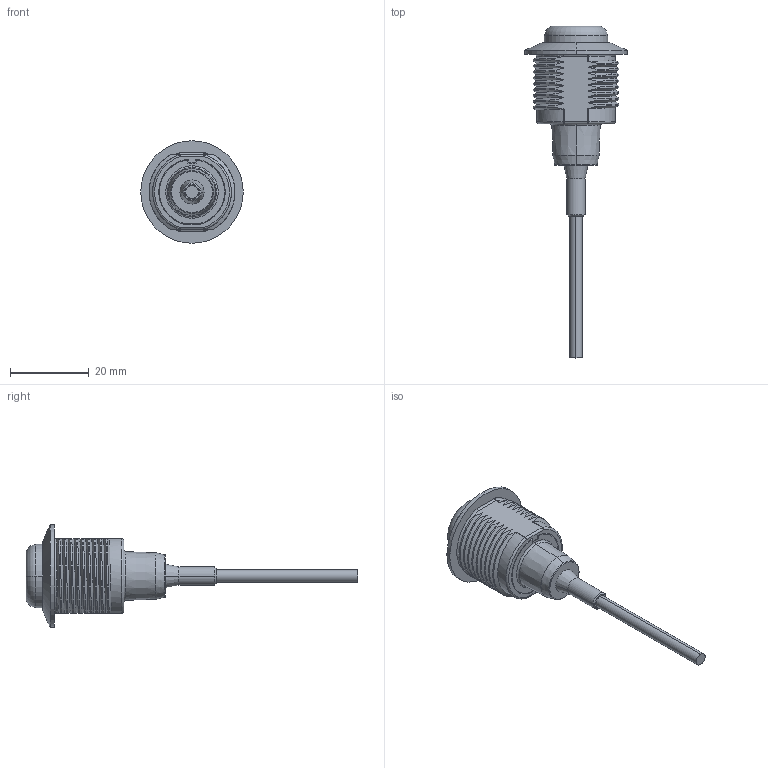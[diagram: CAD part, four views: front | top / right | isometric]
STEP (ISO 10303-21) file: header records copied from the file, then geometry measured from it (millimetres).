
FILE_DESCRIPTION((''),'2;1');
FILE_NAME('172064_ASM','2016-01-18T',('pdmadmin'),(''),'PRO/ENGINEER BY PARAMETRIC TECHNOLOGY CORPORATION, 2013230','PRO/ENGINEER BY PARAMETRIC TECHNOLOGY CORPORATION, 2013230','');
FILE_SCHEMA(('CONFIG_CONTROL_DESIGN'));
Products named in the file (7): 170576; 159269; 170576_ASM; 159272; 60420; CABLE_125; 172064_ASM
Assembly tree (6 placements, depth 3):
  172064_ASM
    170576_ASM
      170576
      159269
    159272
    60420
    CABLE_125
Bounding box: 26 x 84.2 x 26 mm (x, y, z)
Volume: 6121.6 mm3; surface area: 6754.7 mm2
Topology: 5 solids, 5 shells, 268 faces, 683 edges, 434 vertices
Faces by surface type: bspline 77, cylinder 64, plane 55, cone 43, torus 23, sphere 6
Entity records: 17975 total; most frequent: CARTESIAN_POINT 11887, ORIENTED_EDGE 1366, DIRECTION 1056, EDGE_CURVE 683, VERTEX_POINT 434, AXIS2_PLACEMENT_3D 418, EDGE_LOOP 283, FACE_OUTER_BOUND 268
